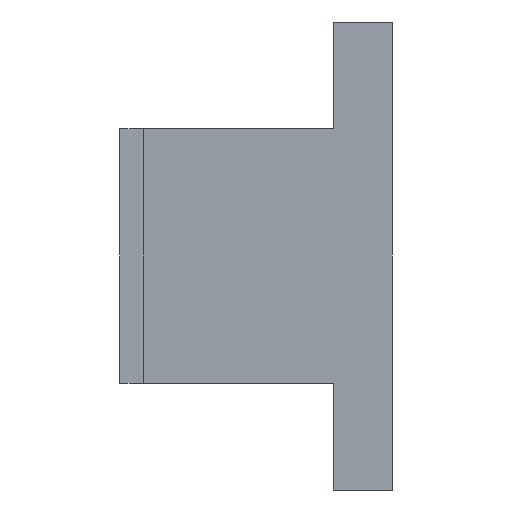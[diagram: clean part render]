
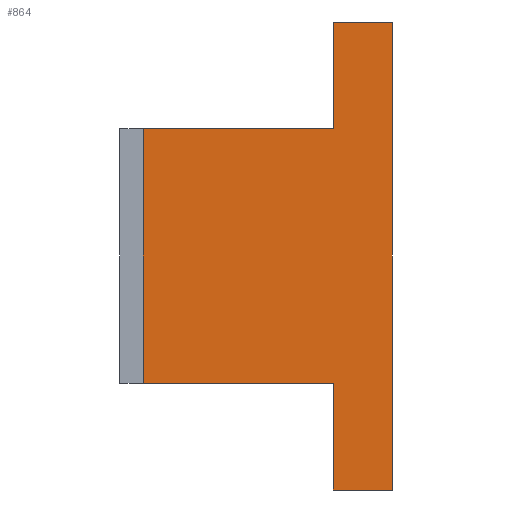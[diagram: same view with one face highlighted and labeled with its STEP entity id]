
A CAD part, left-side view. The second image highlights one B-rep face of the part: STEP entity #864.
In plain terms, the highlighted planar face has unit normal (-1, 0, 0).
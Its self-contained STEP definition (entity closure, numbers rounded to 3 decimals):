
#106 = DIRECTION ( 'NONE',  ( 1., 0., 0. ) ) ;
#201 = LINE ( 'NONE', #3563, #3469 ) ;
#269 = AXIS2_PLACEMENT_3D ( 'NONE', #2627, #106, #2363 ) ;
#332 = ORIENTED_EDGE ( 'NONE', *, *, #1964, .F. ) ;
#341 = EDGE_CURVE ( 'NONE', #404, #535, #2864, .T. ) ;
#404 = VERTEX_POINT ( 'NONE', #1534 ) ;
#413 = CARTESIAN_POINT ( 'NONE',  ( -50.2, 33., 0. ) ) ;
#493 = EDGE_LOOP ( 'NONE', ( #3118, #682, #833, #1735, #792, #1537, #1879, #332 ) ) ;
#535 = VERTEX_POINT ( 'NONE', #2382 ) ;
#565 = VECTOR ( 'NONE', #2004, 1000. ) ;
#682 = ORIENTED_EDGE ( 'NONE', *, *, #2543, .T. ) ;
#695 = LINE ( 'NONE', #413, #2574 ) ;
#792 = ORIENTED_EDGE ( 'NONE', *, *, #1008, .F. ) ;
#793 = CARTESIAN_POINT ( 'NONE',  ( -50.2, -13., -18. ) ) ;
#833 = ORIENTED_EDGE ( 'NONE', *, *, #341, .T. ) ;
#864 = ADVANCED_FACE ( 'NONE', ( #938 ), #2066, .F. ) ;
#902 = CARTESIAN_POINT ( 'NONE',  ( -50.2, -3., 61. ) ) ;
#938 = FACE_OUTER_BOUND ( 'NONE', #493, .T. ) ;
#943 = CARTESIAN_POINT ( 'NONE',  ( -50.2, -3., 0. ) ) ;
#1008 = EDGE_CURVE ( 'NONE', #2236, #1760, #1705, .T. ) ;
#1191 = CARTESIAN_POINT ( 'NONE',  ( -50.2, -3., 43. ) ) ;
#1218 = CARTESIAN_POINT ( 'NONE',  ( -50.2, -3., 61. ) ) ;
#1266 = DIRECTION ( 'NONE',  ( 0., -1., 0. ) ) ;
#1313 = VERTEX_POINT ( 'NONE', #2481 ) ;
#1424 = VECTOR ( 'NONE', #2628, 1000. ) ;
#1486 = VECTOR ( 'NONE', #1531, 1000. ) ;
#1531 = DIRECTION ( 'NONE',  ( 0., -1., 0. ) ) ;
#1534 = CARTESIAN_POINT ( 'NONE',  ( -50.2, -3., 0. ) ) ;
#1537 = ORIENTED_EDGE ( 'NONE', *, *, #1999, .F. ) ;
#1665 = CARTESIAN_POINT ( 'NONE',  ( -50.2, -3., -18. ) ) ;
#1705 = LINE ( 'NONE', #1951, #565 ) ;
#1735 = ORIENTED_EDGE ( 'NONE', *, *, #1842, .T. ) ;
#1760 = VERTEX_POINT ( 'NONE', #793 ) ;
#1842 = EDGE_CURVE ( 'NONE', #535, #1760, #3396, .T. ) ;
#1879 = ORIENTED_EDGE ( 'NONE', *, *, #2133, .F. ) ;
#1883 = DIRECTION ( 'NONE',  ( 0., 0., 1. ) ) ;
#1951 = CARTESIAN_POINT ( 'NONE',  ( -50.2, -13., 43. ) ) ;
#1964 = EDGE_CURVE ( 'NONE', #3166, #3475, #2027, .T. ) ;
#1998 = VERTEX_POINT ( 'NONE', #1218 ) ;
#1999 = EDGE_CURVE ( 'NONE', #1998, #2236, #2648, .T. ) ;
#2004 = DIRECTION ( 'NONE',  ( 0., 0., -1. ) ) ;
#2027 = LINE ( 'NONE', #3415, #1424 ) ;
#2066 = PLANE ( 'NONE',  #269 ) ;
#2133 = EDGE_CURVE ( 'NONE', #3475, #1998, #2738, .T. ) ;
#2152 = VECTOR ( 'NONE', #2848, 1000. ) ;
#2171 = DIRECTION ( 'NONE',  ( 0., 0., 1. ) ) ;
#2172 = CARTESIAN_POINT ( 'NONE',  ( -50.2, 29., 43. ) ) ;
#2236 = VERTEX_POINT ( 'NONE', #2789 ) ;
#2363 = DIRECTION ( 'NONE',  ( 0., 1., 0. ) ) ;
#2382 = CARTESIAN_POINT ( 'NONE',  ( -50.2, -3., -18. ) ) ;
#2453 = CARTESIAN_POINT ( 'NONE',  ( -50.2, -3., 0. ) ) ;
#2481 = CARTESIAN_POINT ( 'NONE',  ( -50.2, 29., 0. ) ) ;
#2505 = VECTOR ( 'NONE', #3603, 1000. ) ;
#2543 = EDGE_CURVE ( 'NONE', #1313, #404, #695, .T. ) ;
#2574 = VECTOR ( 'NONE', #1266, 1000. ) ;
#2621 = EDGE_CURVE ( 'NONE', #1313, #3166, #201, .T. ) ;
#2627 = CARTESIAN_POINT ( 'NONE',  ( -50.2, 33., 43. ) ) ;
#2628 = DIRECTION ( 'NONE',  ( 0., -1., 0. ) ) ;
#2648 = LINE ( 'NONE', #902, #1486 ) ;
#2651 = VECTOR ( 'NONE', #1883, 1000. ) ;
#2738 = LINE ( 'NONE', #2453, #2651 ) ;
#2789 = CARTESIAN_POINT ( 'NONE',  ( -50.2, -13., 61. ) ) ;
#2848 = DIRECTION ( 'NONE',  ( 0., 0., -1. ) ) ;
#2864 = LINE ( 'NONE', #943, #2152 ) ;
#3118 = ORIENTED_EDGE ( 'NONE', *, *, #2621, .F. ) ;
#3166 = VERTEX_POINT ( 'NONE', #2172 ) ;
#3396 = LINE ( 'NONE', #1665, #2505 ) ;
#3415 = CARTESIAN_POINT ( 'NONE',  ( -50.2, 33., 43. ) ) ;
#3469 = VECTOR ( 'NONE', #2171, 1000. ) ;
#3475 = VERTEX_POINT ( 'NONE', #1191 ) ;
#3563 = CARTESIAN_POINT ( 'NONE',  ( -50.2, 29., 43. ) ) ;
#3603 = DIRECTION ( 'NONE',  ( 0., -1., 0. ) ) ;
